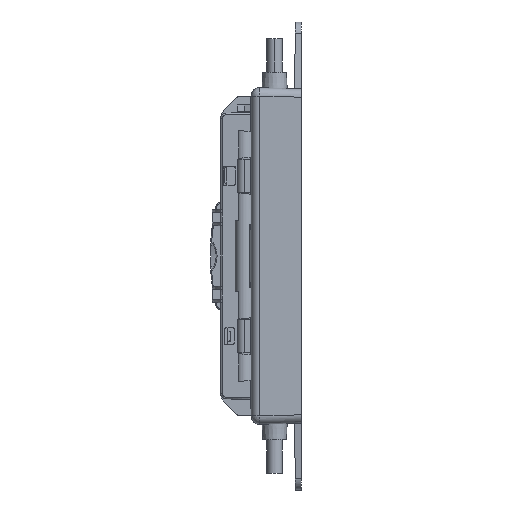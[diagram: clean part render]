
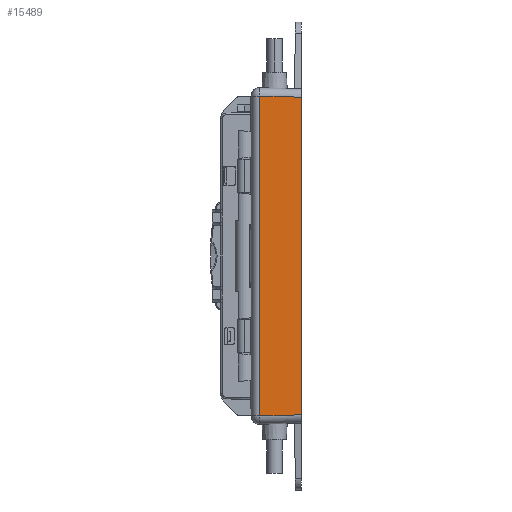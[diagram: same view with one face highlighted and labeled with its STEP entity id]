
A CAD part, left-side view. The second image highlights one B-rep face of the part: STEP entity #15489.
In plain terms, the highlighted planar face has unit normal (-1, -0.026, 0).
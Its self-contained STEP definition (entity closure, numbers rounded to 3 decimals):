
#1584=DIRECTION('',(0.,0.,-1.));
#1585=VECTOR('',#1584,95.653);
#1586=CARTESIAN_POINT('',(-26.976,-2.565,
47.826));
#1587=LINE('',#1586,#1585);
#1592=DIRECTION('',(0.026,-0.999,-0.026));
#1593=VECTOR('',#1592,12.443);
#1594=CARTESIAN_POINT('',(-26.976,-2.565,
47.826));
#1595=LINE('',#1594,#1593);
#1596=DIRECTION('',(0.,0.,-1.));
#1597=VECTOR('',#1596,95.002);
#1598=CARTESIAN_POINT('',(-26.65,-15.,
47.501));
#1599=LINE('',#1598,#1597);
#1600=DIRECTION('',(-0.026,0.999,-0.026));
#1601=VECTOR('',#1600,12.443);
#1602=CARTESIAN_POINT('',(-26.65,-15.,
-47.501));
#1603=LINE('',#1602,#1601);
#2024=CARTESIAN_POINT('',(-26.65,-15.,
47.501));
#2132=CARTESIAN_POINT('',(-26.65,-15.,-47.501));
#11238=VERTEX_POINT('',#2024);
#11272=VERTEX_POINT('',#2132);
#11694=CARTESIAN_POINT('',(-26.976,-2.565,
47.826));
#11695=VERTEX_POINT('',#11694);
#11696=CARTESIAN_POINT('',(-26.976,-2.565,
-47.826));
#11697=VERTEX_POINT('',#11696);
#15476=CARTESIAN_POINT('',(-26.65,-15.,-51.829));
#15477=DIRECTION('',(-1.,-0.026,0.));
#15478=DIRECTION('',(0.,0.,1.));
#15479=AXIS2_PLACEMENT_3D('',#15476,#15477,#15478);
#15480=PLANE('',#15479);
#15481=ORIENTED_EDGE('',*,*,#15460,.F.);
#15483=ORIENTED_EDGE('',*,*,#15482,.T.);
#15485=ORIENTED_EDGE('',*,*,#15484,.T.);
#15486=ORIENTED_EDGE('',*,*,#15421,.T.);
#15487=EDGE_LOOP('',(#15481,#15483,#15485,#15486));
#15488=FACE_OUTER_BOUND('',#15487,.F.);
#15489=ADVANCED_FACE('',(#15488),#15480,.T.);
#15421=EDGE_CURVE('',#11272,#11697,#1603,.T.);
#15460=EDGE_CURVE('',#11695,#11697,#1587,.T.);
#15482=EDGE_CURVE('',#11695,#11238,#1595,.T.);
#15484=EDGE_CURVE('',#11238,#11272,#1599,.T.);
